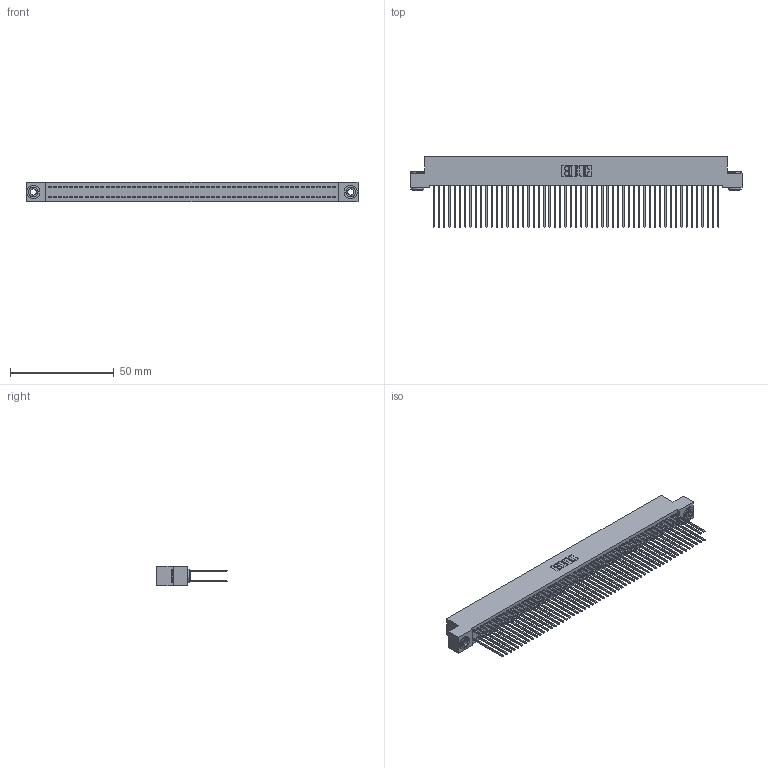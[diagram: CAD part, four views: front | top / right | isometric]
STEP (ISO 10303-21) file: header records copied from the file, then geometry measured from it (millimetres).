
FILE_DESCRIPTION (( 'STEP AP203' ), '1' );
FILE_NAME ('392-110-541-203.STEP', '2018-08-18T21:45:03', ( '' ), ( '' ), 'SwSTEP 2.0', 'SolidWorks 2016', '' );
FILE_SCHEMA (( 'CONFIG_CONTROL_DESIGN' ));
Length unit declared in the file: inch
Products named in the file (4): 342 Part_.156 TH; 345-292-001_345-293-141; 342-250-002_345-250-002-102; 392-110-541-203
Assembly tree (113 placements, depth 2):
  392-110-541-203
    342 Part_.156 TH
    345-292-001_345-293-141  x110
    342-250-002_345-250-002-102  x2
Bounding box: 160.02 x 34.3 x 9.4 mm (x, y, z)
Volume: 15093.2 mm3; surface area: 27956.1 mm2
Topology: 113 solids, 113 shells, 5868 faces, 17425 edges, 11466 vertices
Faces by surface type: plane 4036, cylinder 1824, cone 8
Entity records: 34238 total; most frequent: CARTESIAN_POINT 5633, ORIENTED_EDGE 5562, DIRECTION 4823, EDGE_CURVE 2781, LINE 2629, VECTOR 2629, VERTEX_POINT 1850, AXIS2_PLACEMENT_3D 1097
